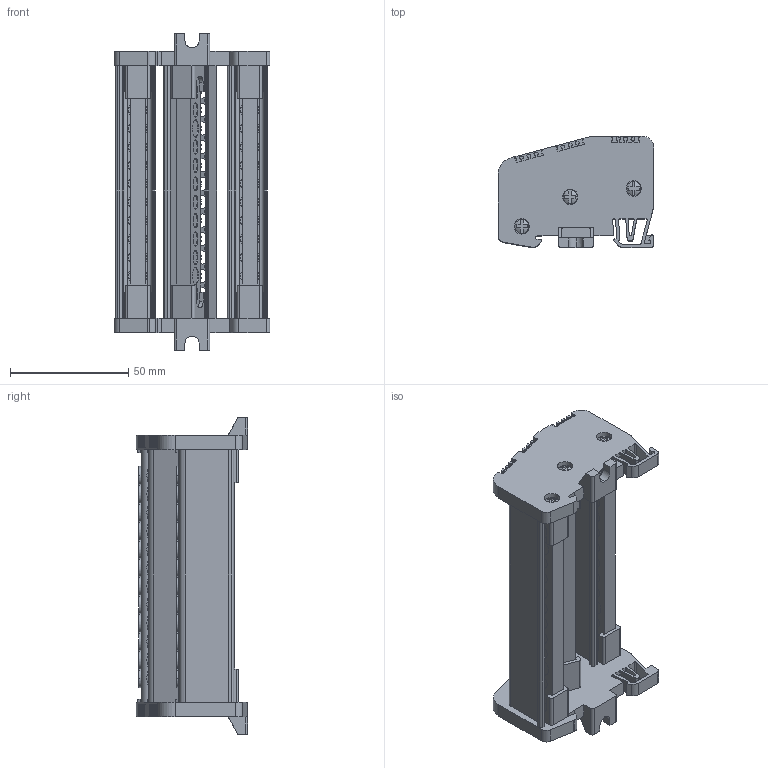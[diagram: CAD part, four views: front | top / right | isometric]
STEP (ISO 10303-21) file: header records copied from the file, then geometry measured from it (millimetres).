
FILE_DESCRIPTION (( 'STEP AP203' ), '1' );
FILE_NAME ('7x12 Üç Kutuplu Daðýtýcý Ünite - 12 Delikli.STEP', '2019-01-09T11:19:20', ( '' ), ( '' ), 'SwSTEP 2.0', 'SolidWorks 2011', '' );
FILE_SCHEMA (( 'CONFIG_CONTROL_DESIGN' ));
Products named in the file (1): 7x12 Üç Kutuplu Daðýtýcý Ünite - 12 Delikli
Bounding box: 66 x 47 x 134 mm (x, y, z)
Volume: 78547.5 mm3; surface area: 71722.1 mm2
Topology: 1 solids, 16 shells, 2848 faces, 8007 edges, 5314 vertices
Faces by surface type: plane 1372, cylinder 930, cone 449, bspline 78, torus 19
Entity records: 95118 total; most frequent: CARTESIAN_POINT 20079, ORIENTED_EDGE 16014, DIRECTION 15791, EDGE_CURVE 8007, AXIS2_PLACEMENT_3D 5672, VERTEX_POINT 5314, VECTOR 4447, LINE 4447
